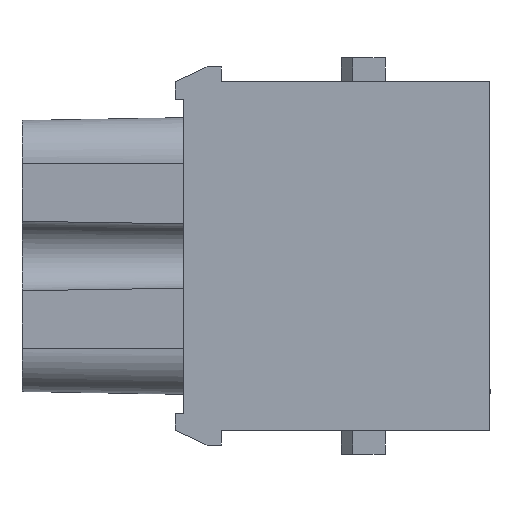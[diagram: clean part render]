
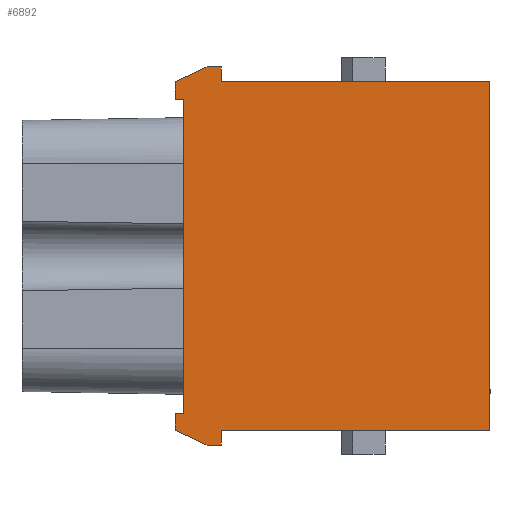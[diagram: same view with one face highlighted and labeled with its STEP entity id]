
A CAD part, left-side view. The second image highlights one B-rep face of the part: STEP entity #6892.
In plain terms, the highlighted free-form (B-spline) face has degree [1, 1] with [2, 2] control points.
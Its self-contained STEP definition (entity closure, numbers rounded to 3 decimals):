
#6473=CARTESIAN_POINT('V369',(-7.3,-1.1,
   16.435));
#6474=VERTEX_POINT('V369',#6473);
#6475=CARTESIAN_POINT('V370',(-7.3,0.15,
   16.435));
#6476=VERTEX_POINT('V370',#6475);
#6477=CARTESIAN_POINT('E549',(-7.3,-1.1,
   16.435));
#6478=CARTESIAN_POINT('E549',(-7.3,0.15,
   16.435));
#6479=QUASI_UNIFORM_CURVE('E549',1,(#6477,#6478),.POLYLINE_FORM.,.F.,
   .U.);
#6480=EDGE_CURVE('E549',#6474,#6476,#6479,.T.);
#6509=CARTESIAN_POINT('V373',(-7.3,2.9,
   15.153));
#6510=VERTEX_POINT('V373',#6509);
#6511=CARTESIAN_POINT('E553',(-7.3,0.15,
   16.435));
#6512=CARTESIAN_POINT('E553',(-7.3,2.9,
   15.153));
#6513=B_SPLINE_CURVE_WITH_KNOTS('E553',1,(#6511,#6512),
   .POLYLINE_FORM.,.F.,.U.,(2,2),(0.0,1.214),
   .UNSPECIFIED.);
#6514=EDGE_CURVE('E553',#6476,#6510,#6513,.T.);
#6537=CARTESIAN_POINT('V375',(-7.3,2.9,
   13.624));
#6538=VERTEX_POINT('V375',#6537);
#6539=CARTESIAN_POINT('E556',(-7.3,2.9,
   15.153));
#6540=CARTESIAN_POINT('E556',(-7.3,2.9,
   13.624));
#6541=QUASI_UNIFORM_CURVE('E556',1,(#6539,#6540),.POLYLINE_FORM.,.F.,
   .U.);
#6542=EDGE_CURVE('E556',#6510,#6538,#6541,.T.);
#6565=CARTESIAN_POINT('V386',(-7.3,2.2,
   13.624));
#6566=VERTEX_POINT('V386',#6565);
#6567=CARTESIAN_POINT('E573',(-7.3,2.9,
   13.624));
#6568=CARTESIAN_POINT('E573',(-7.3,2.2,
   13.624));
#6569=QUASI_UNIFORM_CURVE('E573',1,(#6567,#6568),.POLYLINE_FORM.,.F.,
   .U.);
#6570=EDGE_CURVE('E573',#6538,#6566,#6569,.T.);
#6593=CARTESIAN_POINT('V365',(-7.3,0.15,
   -16.365));
#6594=VERTEX_POINT('V365',#6593);
#6595=CARTESIAN_POINT('V367',(-7.3,-1.1,
   -16.365));
#6596=VERTEX_POINT('V367',#6595);
#6597=CARTESIAN_POINT('E546',(-7.3,0.15,
   -16.365));
#6598=CARTESIAN_POINT('E546',(-7.3,-1.1,
   -16.365));
#6599=QUASI_UNIFORM_CURVE('E546',1,(#6597,#6598),.POLYLINE_FORM.,.F.,
   .U.);
#6600=EDGE_CURVE('E546',#6594,#6596,#6599,.T.);
#6629=CARTESIAN_POINT('V362',(-7.3,2.9,
   -15.083));
#6630=VERTEX_POINT('V362',#6629);
#6631=CARTESIAN_POINT('E543',(-7.3,2.9,
   -15.083));
#6632=CARTESIAN_POINT('E543',(-7.3,0.15,
   -16.365));
#6633=B_SPLINE_CURVE_WITH_KNOTS('E543',1,(#6631,#6632),
   .POLYLINE_FORM.,.F.,.U.,(2,2),(0.0,1.214),
   .UNSPECIFIED.);
#6634=EDGE_CURVE('E543',#6630,#6594,#6633,.T.);
#6657=CARTESIAN_POINT('V361',(-7.3,2.9,
   -13.634));
#6658=VERTEX_POINT('V361',#6657);
#6659=CARTESIAN_POINT('E539',(-7.3,2.9,
   -13.634));
#6660=CARTESIAN_POINT('E539',(-7.3,2.9,
   -15.083));
#6661=QUASI_UNIFORM_CURVE('E539',1,(#6659,#6660),.POLYLINE_FORM.,.F.,
   .U.);
#6662=EDGE_CURVE('E539',#6658,#6630,#6661,.T.);
#6685=CARTESIAN_POINT('V383',(-7.3,2.2,
   -13.634));
#6686=VERTEX_POINT('V383',#6685);
#6687=CARTESIAN_POINT('E567',(-7.3,2.2,
   -13.634));
#6688=CARTESIAN_POINT('E567',(-7.3,2.9,
   -13.634));
#6689=QUASI_UNIFORM_CURVE('E567',1,(#6687,#6688),.POLYLINE_FORM.,.F.,
   .U.);
#6690=EDGE_CURVE('E567',#6686,#6658,#6689,.T.);
#6721=CARTESIAN_POINT('E575',(-7.3,2.2,
   -13.634));
#6722=CARTESIAN_POINT('E575',(-7.3,2.2,
   13.624));
#6723=B_SPLINE_CURVE_WITH_KNOTS('E575',1,(#6721,#6722),
   .POLYLINE_FORM.,.F.,.U.,(2,2),(0.049,
   0.949),.UNSPECIFIED.);
#6724=EDGE_CURVE('E575',#6686,#6566,#6723,.T.);
#6799=CARTESIAN_POINT('V385',(-7.3,-1.1,
   15.185));
#6800=VERTEX_POINT('V385',#6799);
#6806=CARTESIAN_POINT('V266',(-7.3,-24.4,
   15.185));
#6807=VERTEX_POINT('V266',#6806);
#6808=CARTESIAN_POINT('E577',(-7.3,-1.1,
   15.185));
#6809=CARTESIAN_POINT('E577',(-7.3,-24.4,
   15.185));
#6810=B_SPLINE_CURVE_WITH_KNOTS('E577',1,(#6808,#6809),
   .POLYLINE_FORM.,.F.,.U.,(2,2),(0.124,1.0),
   .UNSPECIFIED.);
#6811=EDGE_CURVE('E577',#6800,#6807,#6810,.T.);
#6844=CARTESIAN_POINT('E571',(-7.3,-1.1,
   15.185));
#6845=CARTESIAN_POINT('E571',(-7.3,-1.1,
   16.435));
#6846=QUASI_UNIFORM_CURVE('E571',1,(#6844,#6845),.POLYLINE_FORM.,.F.,
   .U.);
#6847=EDGE_CURVE('E571',#6800,#6474,#6846,.T.);
#6855=CARTESIAN_POINT('F218',(-7.3,-24.853,
   -16.602));
#6856=CARTESIAN_POINT('F218',(-7.3,-24.853,
   16.675));
#6857=CARTESIAN_POINT('F218',(-7.3,3.2,
   -16.602));
#6858=CARTESIAN_POINT('F218',(-7.3,3.2,
   16.675));
#6859=B_SPLINE_SURFACE_WITH_KNOTS('F218',1,1,((#6855,#6857),(
   #6856,#6858)),.PLANE_SURF.,.F.,.F.,.U.,(2,2),(2,2),(0.0,
   1.186),(0.0,1.0),.UNSPECIFIED.);
#6860=ORIENTED_EDGE('E571',*,*,#6847,.T.);
#6861=ORIENTED_EDGE('E549',*,*,#6480,.T.);
#6862=ORIENTED_EDGE('E553',*,*,#6514,.T.);
#6863=ORIENTED_EDGE('E556',*,*,#6542,.T.);
#6864=ORIENTED_EDGE('E573',*,*,#6570,.T.);
#6865=ORIENTED_EDGE('E575',*,*,#6724,.F.);
#6866=ORIENTED_EDGE('E567',*,*,#6690,.T.);
#6867=ORIENTED_EDGE('E539',*,*,#6662,.T.);
#6868=ORIENTED_EDGE('E543',*,*,#6634,.T.);
#6869=ORIENTED_EDGE('E546',*,*,#6600,.T.);
#6870=CARTESIAN_POINT('V384',(-7.3,-1.1,
   -15.115));
#6871=VERTEX_POINT('V384',#6870);
#6872=CARTESIAN_POINT('E569',(-7.3,-1.1,
   -16.365));
#6873=CARTESIAN_POINT('E569',(-7.3,-1.1,
   -15.115));
#6874=QUASI_UNIFORM_CURVE('E569',1,(#6872,#6873),.POLYLINE_FORM.,.F.,
   .U.);
#6875=EDGE_CURVE('E569',#6596,#6871,#6874,.T.);
#6876=ORIENTED_EDGE('E569',*,*,#6875,.T.);
#6877=CARTESIAN_POINT('V267',(-7.3,-24.4,
   -15.115));
#6878=VERTEX_POINT('V267',#6877);
#6879=CARTESIAN_POINT('E576',(-7.3,-24.4,
   -15.115));
#6880=CARTESIAN_POINT('E576',(-7.3,-1.1,
   -15.115));
#6881=B_SPLINE_CURVE_WITH_KNOTS('E576',1,(#6879,#6880),
   .POLYLINE_FORM.,.F.,.U.,(2,2),(0.0,0.876),
   .UNSPECIFIED.);
#6882=EDGE_CURVE('E576',#6878,#6871,#6881,.T.);
#6883=ORIENTED_EDGE('E576',*,*,#6882,.F.);
#6884=CARTESIAN_POINT('E351',(-7.3,-24.4,
   -15.115));
#6885=CARTESIAN_POINT('E351',(-7.3,-24.4,
   15.185));
#6886=QUASI_UNIFORM_CURVE('E351',1,(#6884,#6885),.POLYLINE_FORM.,.F.,
   .U.);
#6887=EDGE_CURVE('E351',#6878,#6807,#6886,.T.);
#6888=ORIENTED_EDGE('E351',*,*,#6887,.T.);
#6889=ORIENTED_EDGE('E577',*,*,#6811,.F.);
#6890=EDGE_LOOP('F218',(#6860,#6861,#6862,#6863,#6864,#6865,#6866,
   #6867,#6868,#6869,#6876,#6883,#6888,#6889));
#6891=FACE_OUTER_BOUND('F218',#6890,.T.);
#6892=ADVANCED_FACE('F218',(#6891),#6859,.T.);
